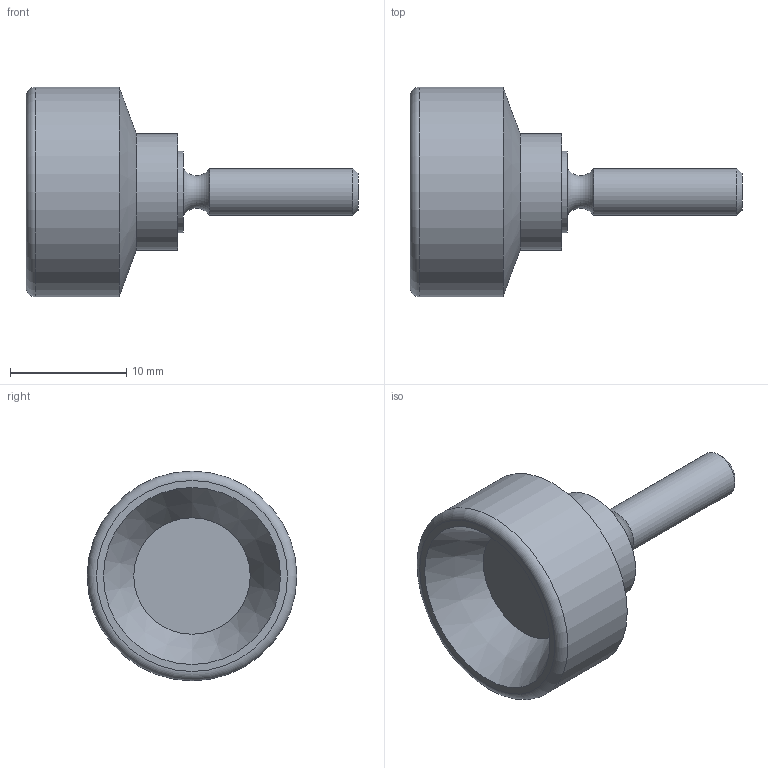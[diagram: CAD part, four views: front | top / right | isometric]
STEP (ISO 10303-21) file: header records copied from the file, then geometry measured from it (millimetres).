
FILE_DESCRIPTION( ( 'STEP AP214' ), '1' );
FILE_NAME( 'K0141.04X15.stp', '2020-11-25T12:30:40', ( '' ), ( '' ), ' ', 'PARTsolutions', ' ' );
FILE_SCHEMA( ( 'AUTOMOTIVE_DESIGN { 1 0 10303 214 1 1 1 1 }' ) );
Length unit declared in the file: millimetre
Products named in the file (1): _K0141.04X15
Bounding box: 28.51 x 18 x 18 mm (x, y, z)
Volume: 2164.8 mm3; surface area: 1362 mm2
Topology: 1 solids, 1 shells, 14 faces, 22 edges, 13 vertices
Faces by surface type: plane 5, cylinder 4, cone 3, torus 2
Full cylindrical faces by diameter (mm): 4 x1, 7 x1, 10 x1, 18 x1
Entity records: 402 total; most frequent: DIRECTION 56, CARTESIAN_POINT 41, AXIS2_PLACEMENT_3D 28, EDGE_LOOP 26, ORIENTED_EDGE 26, FACE_OUTER_BOUND 20, STYLED_ITEM 14, PRESENTATION_STYLE_ASSIGNMENT 14
